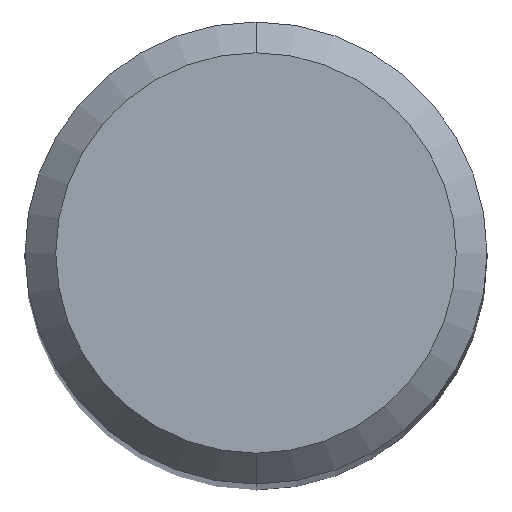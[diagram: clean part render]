
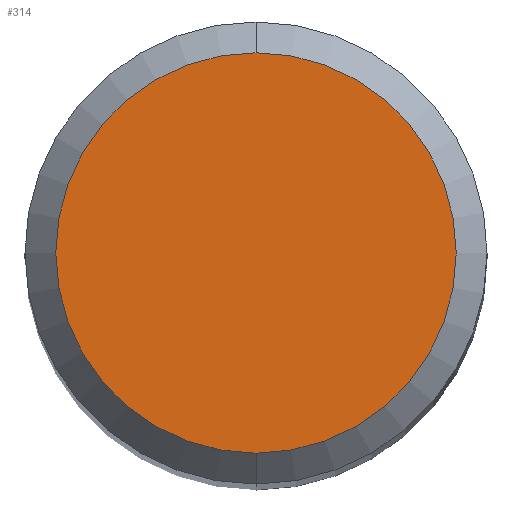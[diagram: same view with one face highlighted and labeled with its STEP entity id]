
A CAD part, top view. The second image highlights one B-rep face of the part: STEP entity #314.
In plain terms, the highlighted planar face has unit normal (0, 0, 1).
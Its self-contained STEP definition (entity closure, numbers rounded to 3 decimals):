
#222=EDGE_CURVE('',#420,#334,#523,.T.);
#314=ADVANCED_FACE('',(#627),#628,.T.);
#334=VERTEX_POINT('',#652);
#356=EDGE_CURVE('',#334,#420,#674,.T.);
#420=VERTEX_POINT('',#742);
#523=CIRCLE('',#883,2.6);
#627=FACE_OUTER_BOUND('',#1156,.T.);
#628=PLANE('',#1157);
#652=CARTESIAN_POINT('',(0.0,2.6,0.0));
#674=CIRCLE('',#1229,2.6);
#742=CARTESIAN_POINT('',(0.,-2.6,0.0));
#883=AXIS2_PLACEMENT_3D('',#1465,#1466,#1467);
#1156=EDGE_LOOP('',(#1604,#1605));
#1157=AXIS2_PLACEMENT_3D('',#1606,#1607,#1608);
#1229=AXIS2_PLACEMENT_3D('',#1666,#1667,#1668);
#1465=CARTESIAN_POINT('',(0.0,0.0,0.0));
#1466=DIRECTION('',(0.0,0.0,-1.0));
#1467=DIRECTION('',(0.0,1.0,0.0));
#1604=ORIENTED_EDGE('',*,*,#356,.F.);
#1605=ORIENTED_EDGE('',*,*,#222,.F.);
#1606=CARTESIAN_POINT('',(0.0,1.3,0.0));
#1607=DIRECTION('',(-0.0,0.0,1.0));
#1608=DIRECTION('',(0.0,-1.0,0.0));
#1666=CARTESIAN_POINT('',(0.0,0.0,0.0));
#1667=DIRECTION('',(0.0,0.0,-1.0));
#1668=DIRECTION('',(0.0,1.0,0.0));
